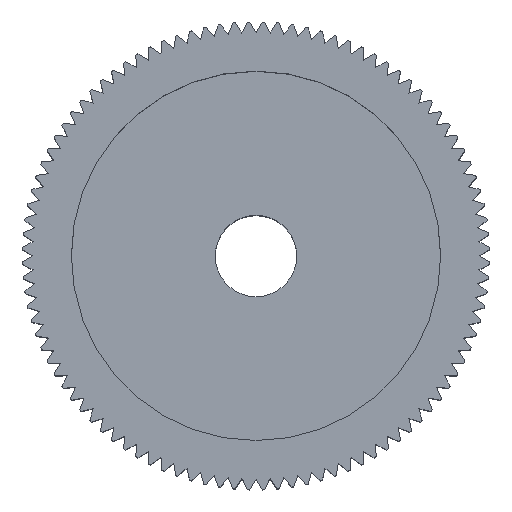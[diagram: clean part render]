
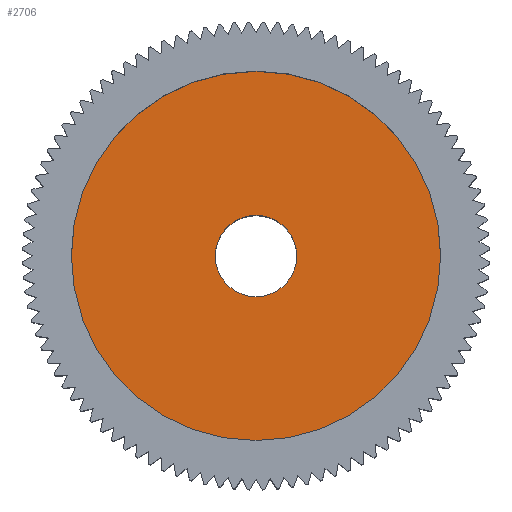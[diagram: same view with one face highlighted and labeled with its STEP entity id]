
A CAD part, top view. The second image highlights one B-rep face of the part: STEP entity #2706.
In plain terms, the highlighted planar face has unit normal (0, 0, 1).
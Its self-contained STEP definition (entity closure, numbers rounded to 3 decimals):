
#1930=VERTEX_POINT('',#5689);
#2030=VERTEX_POINT('',#5796);
#2256=VERTEX_POINT('',#6042);
#2680=EDGE_CURVE('',#2030,#2256,#6499,.T.);
#2706=ADVANCED_FACE('',(#6527,#6528),#6529,.F.);
#2998=EDGE_CURVE('',#4224,#1930,#6841,.T.);
#4224=VERTEX_POINT('',#8188);
#4522=EDGE_CURVE('',#1930,#4224,#8514,.T.);
#4802=EDGE_CURVE('',#2256,#2030,#8818,.T.);
#5689=CARTESIAN_POINT('',(7.5,0.0,9.0));
#5796=CARTESIAN_POINT('',(-1.65,0.,9.0));
#6042=CARTESIAN_POINT('',(1.65,0.0,9.0));
#6499=CIRCLE('',#11374,1.65);
#6527=FACE_BOUND('',#11419,.T.);
#6528=FACE_OUTER_BOUND('',#11420,.T.);
#6529=PLANE('',#11421);
#6841=CIRCLE('',#12025,7.5);
#8188=CARTESIAN_POINT('',(-7.5,0.,9.0));
#8514=CIRCLE('',#14911,7.5);
#8818=CIRCLE('',#15445,1.65);
#11374=AXIS2_PLACEMENT_3D('',#18050,#18051,#18052);
#11419=EDGE_LOOP('',(#18076,#18077));
#11420=EDGE_LOOP('',(#18078,#18079));
#11421=AXIS2_PLACEMENT_3D('',#18080,#18081,#18082);
#12025=AXIS2_PLACEMENT_3D('',#18346,#18347,#18348);
#14911=AXIS2_PLACEMENT_3D('',#20326,#20327,#20328);
#15445=AXIS2_PLACEMENT_3D('',#20580,#20581,#20582);
#18050=CARTESIAN_POINT('',(0.0,0.0,9.0));
#18051=DIRECTION('',(0.0,0.0,-1.0));
#18052=DIRECTION('',(1.0,0.0,0.0));
#18076=ORIENTED_EDGE('',*,*,#4802,.T.);
#18077=ORIENTED_EDGE('',*,*,#2680,.T.);
#18078=ORIENTED_EDGE('',*,*,#4522,.F.);
#18079=ORIENTED_EDGE('',*,*,#2998,.F.);
#18080=CARTESIAN_POINT('',(0.0,0.0,9.0));
#18081=DIRECTION('',(0.0,0.0,-1.0));
#18082=DIRECTION('',(-1.0,0.0,0.0));
#18346=CARTESIAN_POINT('',(0.0,0.0,9.0));
#18347=DIRECTION('',(0.0,0.0,-1.0));
#18348=DIRECTION('',(1.0,0.0,0.0));
#20326=CARTESIAN_POINT('',(0.0,0.0,9.0));
#20327=DIRECTION('',(0.0,0.0,-1.0));
#20328=DIRECTION('',(1.0,0.0,0.0));
#20580=CARTESIAN_POINT('',(0.0,0.0,9.0));
#20581=DIRECTION('',(0.0,0.0,-1.0));
#20582=DIRECTION('',(1.0,0.0,0.0));
